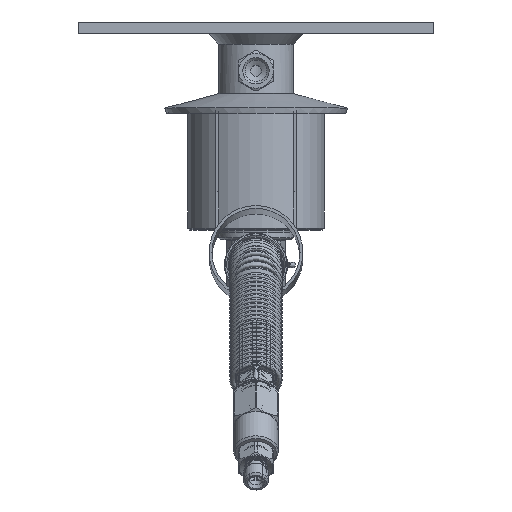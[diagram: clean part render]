
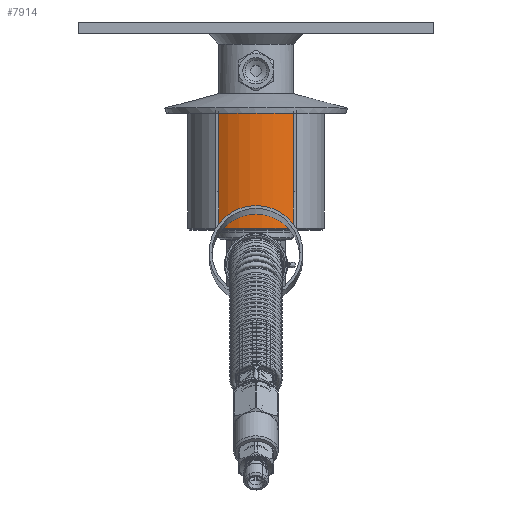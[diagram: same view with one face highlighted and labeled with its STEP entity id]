
A CAD part, top view. The second image highlights one B-rep face of the part: STEP entity #7914.
In plain terms, the highlighted cylindrical face has radius 36.5 mm (diameter 73 mm), a partial arc.
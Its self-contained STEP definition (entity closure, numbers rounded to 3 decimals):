
#230=LINE('',#14236,#569);
#231=LINE('',#14238,#570);
#232=LINE('',#14247,#571);
#569=VECTOR('',#10227,63.);
#570=VECTOR('',#10228,63.);
#571=VECTOR('',#10239,1.5);
#1250=FACE_BOUND('',#2865,.T.);
#1643=CIRCLE('',#8667,36.5);
#1645=CIRCLE('',#8671,36.5);
#1960=CYLINDRICAL_SURFACE('',#8693,36.5);
#2269=FACE_OUTER_BOUND('',#2864,.T.);
#2864=EDGE_LOOP('',(#6088,#6089,#6090,#6091));
#2865=EDGE_LOOP('',(#6092,#6093));
#3697=VERTEX_POINT('',#14230);
#3698=VERTEX_POINT('',#14231);
#3699=VERTEX_POINT('',#14235);
#3700=VERTEX_POINT('',#14237);
#3702=VERTEX_POINT('',#14245);
#3703=VERTEX_POINT('',#14246);
#4552=EDGE_CURVE('',#3698,#3697,#1643,.T.);
#4553=EDGE_CURVE('',#3699,#3698,#230,.T.);
#4554=EDGE_CURVE('',#3697,#3700,#231,.T.);
#4556=EDGE_CURVE('',#3700,#3699,#1645,.T.);
#4558=EDGE_CURVE('',#3702,#3703,#232,.T.);
#6088=ORIENTED_EDGE('',*,*,#4553,.F.);
#6089=ORIENTED_EDGE('',*,*,#4556,.F.);
#6090=ORIENTED_EDGE('',*,*,#4554,.F.);
#6091=ORIENTED_EDGE('',*,*,#4552,.F.);
#6092=ORIENTED_EDGE('',*,*,#4558,.T.);
#6093=ORIENTED_EDGE('',*,*,#4558,.F.);
#7914=ADVANCED_FACE('',(#2269,#1250),#1960,.T.);
#8667=AXIS2_PLACEMENT_3D('',#14233,#10223,#10224);
#8671=AXIS2_PLACEMENT_3D('',#14241,#10233,#10234);
#8693=AXIS2_PLACEMENT_3D('',#14388,#10298,#10299);
#10223=DIRECTION('center_axis',(0.,-1.,0.));
#10224=DIRECTION('ref_axis',(1.,0.,0.));
#10227=DIRECTION('',(0.,-1.,0.));
#10228=DIRECTION('',(0.,1.,0.));
#10233=DIRECTION('center_axis',(0.,1.,0.));
#10234=DIRECTION('ref_axis',(1.,0.,0.));
#10239=DIRECTION('',(0.,1.,0.));
#10298=DIRECTION('center_axis',(0.,1.,0.));
#10299=DIRECTION('ref_axis',(-1.,0.,0.));
#14230=CARTESIAN_POINT('',(-20.,6.1,30.533));
#14231=CARTESIAN_POINT('',(20.,6.1,30.533));
#14233=CARTESIAN_POINT('Origin',(0.,6.1,0.));
#14235=CARTESIAN_POINT('',(20.,69.1,30.533));
#14236=CARTESIAN_POINT('',(20.,37.6,30.533));
#14237=CARTESIAN_POINT('',(-20.,69.1,30.533));
#14238=CARTESIAN_POINT('',(-20.,37.6,30.533));
#14241=CARTESIAN_POINT('Origin',(0.,69.1,0.));
#14245=CARTESIAN_POINT('',(0.,13.6,36.5));
#14246=CARTESIAN_POINT('',(0.,15.1,36.5));
#14247=CARTESIAN_POINT('',(0.,37.6,36.5));
#14388=CARTESIAN_POINT('Origin',(0.,37.6,0.));
